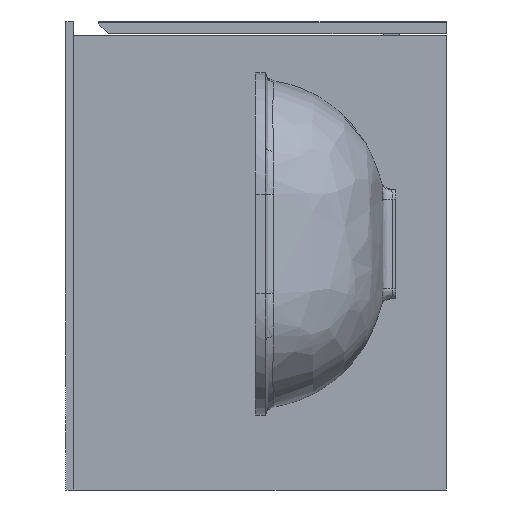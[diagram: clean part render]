
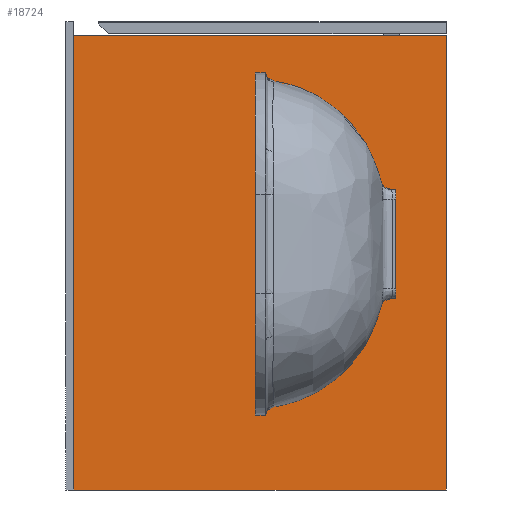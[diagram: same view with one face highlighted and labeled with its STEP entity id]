
A CAD part, left-side view. The second image highlights one B-rep face of the part: STEP entity #18724.
In plain terms, the highlighted planar face has unit normal (-1, 0, 0).
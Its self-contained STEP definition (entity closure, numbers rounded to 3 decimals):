
#76 = DIRECTION ( 'NONE',  ( 1., 0., 0. ) ) ;
#165 = CARTESIAN_POINT ( 'NONE',  ( 2., 0., -470. ) ) ;
#1189 = DIRECTION ( 'NONE',  ( 0., -1., 0. ) ) ;
#1548 = CARTESIAN_POINT ( 'NONE',  ( 2., 0., -470. ) ) ;
#2321 = FACE_OUTER_BOUND ( 'NONE', #2746, .T. ) ;
#2357 = AXIS2_PLACEMENT_3D ( 'NONE', #20672, #76, #9245 ) ;
#2659 = VECTOR ( 'NONE', #17724, 1000. ) ;
#2726 = VECTOR ( 'NONE', #9333, 1000. ) ;
#2746 = EDGE_LOOP ( 'NONE', ( #17613, #12110, #6187, #19902 ) ) ;
#2914 = VECTOR ( 'NONE', #21456, 1000. ) ;
#3105 = LINE ( 'NONE', #12279, #2914 ) ;
#3918 = EDGE_CURVE ( 'NONE', #29177, #9005, #29176, .T. ) ;
#6187 = ORIENTED_EDGE ( 'NONE', *, *, #11626, .T. ) ;
#8555 = CARTESIAN_POINT ( 'NONE',  ( 2., 374., -470. ) ) ;
#9005 = VERTEX_POINT ( 'NONE', #9092 ) ;
#9092 = CARTESIAN_POINT ( 'NONE',  ( 2., 374., -14. ) ) ;
#9245 = DIRECTION ( 'NONE',  ( 0., 0., -1. ) ) ;
#9333 = DIRECTION ( 'NONE',  ( 0., 0., 1. ) ) ;
#11403 = VERTEX_POINT ( 'NONE', #15649 ) ;
#11501 = PLANE ( 'NONE',  #2357 ) ;
#11626 = EDGE_CURVE ( 'NONE', #22164, #11403, #20764, .T. ) ;
#12110 = ORIENTED_EDGE ( 'NONE', *, *, #12194, .T. ) ;
#12194 = EDGE_CURVE ( 'NONE', #29177, #22164, #12620, .T. ) ;
#12279 = CARTESIAN_POINT ( 'NONE',  ( 2., 830.396, -14. ) ) ;
#12620 = LINE ( 'NONE', #21794, #23384 ) ;
#15649 = CARTESIAN_POINT ( 'NONE',  ( 2., 0., -14. ) ) ;
#17613 = ORIENTED_EDGE ( 'NONE', *, *, #3918, .F. ) ;
#17724 = DIRECTION ( 'NONE',  ( 0., 0., 1. ) ) ;
#18724 = ADVANCED_FACE ( 'NONE', ( #2321 ), #11501, .F. ) ;
#19902 = ORIENTED_EDGE ( 'NONE', *, *, #28206, .F. ) ;
#20672 = CARTESIAN_POINT ( 'NONE',  ( 2., 830.396, -470. ) ) ;
#20764 = LINE ( 'NONE', #165, #2726 ) ;
#21456 = DIRECTION ( 'NONE',  ( 0., -1., 0. ) ) ;
#21794 = CARTESIAN_POINT ( 'NONE',  ( 2., 830.396, -470. ) ) ;
#22164 = VERTEX_POINT ( 'NONE', #1548 ) ;
#23384 = VECTOR ( 'NONE', #1189, 1000. ) ;
#28206 = EDGE_CURVE ( 'NONE', #9005, #11403, #3105, .T. ) ;
#28215 = CARTESIAN_POINT ( 'NONE',  ( 2., 374., -470. ) ) ;
#29177 = VERTEX_POINT ( 'NONE', #28215 ) ;
#29176 = LINE ( 'NONE', #8555, #2659 ) ;
